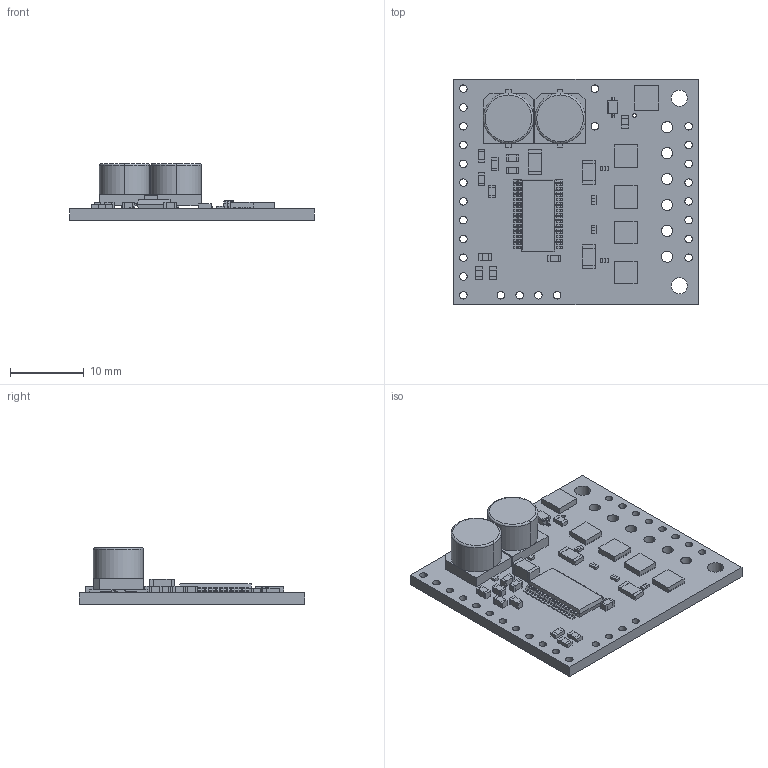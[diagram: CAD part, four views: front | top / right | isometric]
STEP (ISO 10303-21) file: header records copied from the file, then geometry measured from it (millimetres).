
FILE_DESCRIPTION (( 'STEP AP214' ), '1' );
FILE_NAME ('md38b.step', '2024-10-18T20:05:36', ( '' ), ( '' ), 'SwSTEP 2.0', 'SolidWorks 2023', '' );
FILE_SCHEMA (( 'AUTOMOTIVE_DESIGN' ));
Length unit declared in the file: millimetre
Products named in the file (1): md38b
Bounding box: 33.02 x 30.48 x 7.68 mm (x, y, z)
Volume: 2094.7 mm3; surface area: 3048 mm2
Topology: 1 solids, 1 shells, 1668 faces, 4803 edges, 3150 vertices
Faces by surface type: plane 1235, cylinder 238, bspline 191, torus 4
Entity records: 79916 total; most frequent: CARTESIAN_POINT 18421, ORIENTED_EDGE 9606, DIRECTION 7817, EDGE_CURVE 4803, LINE 3885, VECTOR 3885, VERTEX_POINT 3150, AXIS2_PLACEMENT_3D 1966
